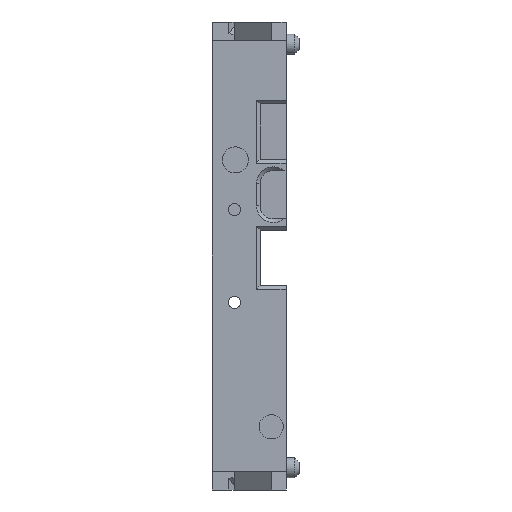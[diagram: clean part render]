
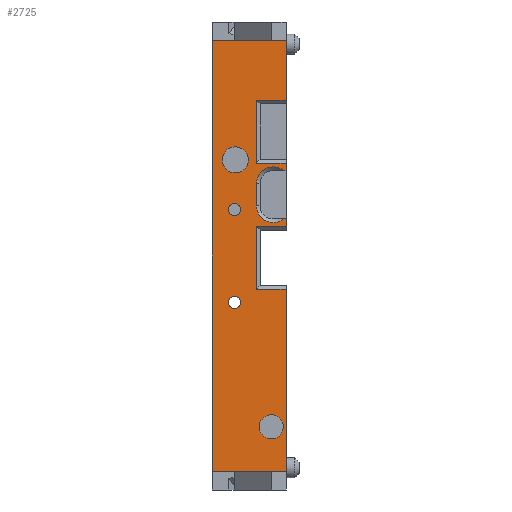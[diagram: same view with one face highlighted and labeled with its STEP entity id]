
A CAD part, left-side view. The second image highlights one B-rep face of the part: STEP entity #2725.
In plain terms, the highlighted planar face has unit normal (-1, 0, 0).
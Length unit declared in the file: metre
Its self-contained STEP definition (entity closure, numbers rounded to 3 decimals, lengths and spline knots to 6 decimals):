
#119=LINE('',#3930,#389);
#134=LINE('',#3967,#404);
#135=LINE('',#3969,#405);
#136=LINE('',#3971,#406);
#137=LINE('',#3973,#407);
#138=LINE('',#3975,#408);
#139=LINE('',#3977,#409);
#140=LINE('',#3979,#410);
#141=LINE('',#3981,#411);
#142=LINE('',#3983,#412);
#143=LINE('',#3985,#413);
#144=LINE('',#3987,#414);
#145=LINE('',#3989,#415);
#146=LINE('',#3991,#416);
#147=LINE('',#3993,#417);
#148=LINE('',#3997,#418);
#389=VECTOR('',#3166,1.);
#404=VECTOR('',#3191,1.);
#405=VECTOR('',#3192,1.);
#406=VECTOR('',#3193,1.);
#407=VECTOR('',#3194,1.);
#408=VECTOR('',#3195,1.);
#409=VECTOR('',#3196,1.);
#410=VECTOR('',#3197,1.);
#411=VECTOR('',#3198,1.);
#412=VECTOR('',#3199,1.);
#413=VECTOR('',#3200,1.);
#414=VECTOR('',#3201,1.);
#415=VECTOR('',#3202,1.);
#416=VECTOR('',#3203,1.);
#417=VECTOR('',#3204,1.);
#418=VECTOR('',#3207,1.);
#688=ORIENTED_EDGE('',*,*,#1465,.F.);
#689=ORIENTED_EDGE('',*,*,#1447,.F.);
#690=ORIENTED_EDGE('',*,*,#1466,.T.);
#691=ORIENTED_EDGE('',*,*,#1467,.T.);
#692=ORIENTED_EDGE('',*,*,#1468,.T.);
#693=ORIENTED_EDGE('',*,*,#1469,.F.);
#694=ORIENTED_EDGE('',*,*,#1470,.T.);
#695=ORIENTED_EDGE('',*,*,#1471,.T.);
#696=ORIENTED_EDGE('',*,*,#1472,.T.);
#697=ORIENTED_EDGE('',*,*,#1473,.F.);
#698=ORIENTED_EDGE('',*,*,#1474,.T.);
#699=ORIENTED_EDGE('',*,*,#1475,.T.);
#700=ORIENTED_EDGE('',*,*,#1476,.T.);
#701=ORIENTED_EDGE('',*,*,#1477,.F.);
#702=ORIENTED_EDGE('',*,*,#1478,.T.);
#703=ORIENTED_EDGE('',*,*,#1479,.T.);
#704=ORIENTED_EDGE('',*,*,#1480,.T.);
#705=ORIENTED_EDGE('',*,*,#1481,.T.);
#706=ORIENTED_EDGE('',*,*,#1482,.F.);
#707=ORIENTED_EDGE('',*,*,#1483,.F.);
#708=ORIENTED_EDGE('',*,*,#1484,.F.);
#709=ORIENTED_EDGE('',*,*,#1485,.F.);
#1447=EDGE_CURVE('',#1835,#1836,#119,.T.);
#1465=EDGE_CURVE('',#1836,#1852,#134,.T.);
#1466=EDGE_CURVE('',#1835,#1853,#135,.T.);
#1467=EDGE_CURVE('',#1853,#1854,#136,.T.);
#1468=EDGE_CURVE('',#1854,#1855,#137,.T.);
#1469=EDGE_CURVE('',#1856,#1855,#138,.T.);
#1470=EDGE_CURVE('',#1856,#1857,#139,.T.);
#1471=EDGE_CURVE('',#1857,#1858,#140,.T.);
#1472=EDGE_CURVE('',#1858,#1859,#141,.T.);
#1473=EDGE_CURVE('',#1860,#1859,#142,.T.);
#1474=EDGE_CURVE('',#1860,#1861,#143,.T.);
#1475=EDGE_CURVE('',#1861,#1862,#144,.T.);
#1476=EDGE_CURVE('',#1862,#1863,#145,.T.);
#1477=EDGE_CURVE('',#1864,#1863,#146,.T.);
#1478=EDGE_CURVE('',#1864,#1865,#147,.T.);
#1479=EDGE_CURVE('',#1865,#1866,#2105,.F.);
#1480=EDGE_CURVE('',#1866,#1867,#148,.T.);
#1481=EDGE_CURVE('',#1867,#1852,#2106,.F.);
#1482=EDGE_CURVE('',#1868,#1868,#2107,.T.);
#1483=EDGE_CURVE('',#1869,#1869,#2108,.T.);
#1484=EDGE_CURVE('',#1870,#1870,#2109,.T.);
#1485=EDGE_CURVE('',#1871,#1871,#2110,.T.);
#1835=VERTEX_POINT('',#3931);
#1836=VERTEX_POINT('',#3932);
#1852=VERTEX_POINT('',#3968);
#1853=VERTEX_POINT('',#3970);
#1854=VERTEX_POINT('',#3972);
#1855=VERTEX_POINT('',#3974);
#1856=VERTEX_POINT('',#3976);
#1857=VERTEX_POINT('',#3978);
#1858=VERTEX_POINT('',#3980);
#1859=VERTEX_POINT('',#3982);
#1860=VERTEX_POINT('',#3984);
#1861=VERTEX_POINT('',#3986);
#1862=VERTEX_POINT('',#3988);
#1863=VERTEX_POINT('',#3990);
#1864=VERTEX_POINT('',#3992);
#1865=VERTEX_POINT('',#3994);
#1866=VERTEX_POINT('',#3996);
#1867=VERTEX_POINT('',#3998);
#1868=VERTEX_POINT('',#4001);
#1869=VERTEX_POINT('',#4003);
#1870=VERTEX_POINT('',#4005);
#1871=VERTEX_POINT('',#4007);
#2105=CIRCLE('',#2910,0.0045);
#2106=CIRCLE('',#2911,0.0045);
#2107=CIRCLE('',#2912,0.0035);
#2108=CIRCLE('',#2913,0.00325);
#2109=CIRCLE('',#2914,0.0016);
#2110=CIRCLE('',#2915,0.0016);
#2187=EDGE_LOOP('',(#688,#689,#690,#691,#692,#693,#694,#695,#696,#697,#698,
#699,#700,#701,#702,#703,#704,#705));
#2188=EDGE_LOOP('',(#706));
#2189=EDGE_LOOP('',(#707));
#2190=EDGE_LOOP('',(#708));
#2191=EDGE_LOOP('',(#709));
#2404=FACE_BOUND('',#2187,.T.);
#2405=FACE_BOUND('',#2188,.T.);
#2406=FACE_BOUND('',#2189,.T.);
#2407=FACE_BOUND('',#2190,.T.);
#2408=FACE_BOUND('',#2191,.T.);
#2618=PLANE('',#2909);
#2725=ADVANCED_FACE('',(#2404,#2405,#2406,#2407,#2408),#2618,.T.);
#2909=AXIS2_PLACEMENT_3D('',#3966,#3189,#3190);
#2910=AXIS2_PLACEMENT_3D('',#3995,#3205,#3206);
#2911=AXIS2_PLACEMENT_3D('',#3999,#3208,#3209);
#2912=AXIS2_PLACEMENT_3D('',#4000,#3210,#3211);
#2913=AXIS2_PLACEMENT_3D('',#4002,#3212,#3213);
#2914=AXIS2_PLACEMENT_3D('',#4004,#3214,#3215);
#2915=AXIS2_PLACEMENT_3D('',#4006,#3216,#3217);
#3166=DIRECTION('',(0.,0.,-1.));
#3189=DIRECTION('',(-1.,0.,0.));
#3190=DIRECTION('',(0.,0.,1.));
#3191=DIRECTION('',(0.,1.,0.));
#3192=DIRECTION('',(0.,1.,0.));
#3193=DIRECTION('',(0.,0.,1.));
#3194=DIRECTION('',(0.,-1.,0.));
#3195=DIRECTION('',(0.,0.,-1.));
#3196=DIRECTION('',(0.,1.,0.));
#3197=DIRECTION('',(0.,0.,-1.));
#3198=DIRECTION('',(0.,-1.,0.));
#3199=DIRECTION('',(0.,0.,-1.));
#3200=DIRECTION('',(0.,1.,0.));
#3201=DIRECTION('',(0.,0.,1.));
#3202=DIRECTION('',(0.,-1.,0.));
#3203=DIRECTION('',(0.,0.,-1.));
#3204=DIRECTION('',(0.,1.,0.));
#3205=DIRECTION('',(-1.,0.,0.));
#3206=DIRECTION('',(0.,0.,1.));
#3207=DIRECTION('',(0.,0.,1.));
#3208=DIRECTION('',(-1.,0.,0.));
#3209=DIRECTION('',(0.,0.,1.));
#3210=DIRECTION('',(-1.,0.,0.));
#3211=DIRECTION('',(0.,0.,1.));
#3212=DIRECTION('',(-1.,0.,0.));
#3213=DIRECTION('',(0.,0.,1.));
#3214=DIRECTION('',(-1.,0.,0.));
#3215=DIRECTION('',(0.,0.,1.));
#3216=DIRECTION('',(-1.,0.,0.));
#3217=DIRECTION('',(0.,0.,1.));
#3930=CARTESIAN_POINT('',(-0.07551,-0.0029,0.0014));
#3931=CARTESIAN_POINT('',(-0.07551,-0.0029,0.0264));
#3932=CARTESIAN_POINT('',(-0.07551,-0.0029,0.0244));
#3966=CARTESIAN_POINT('',(-0.07551,0.017002,0.0014));
#3967=CARTESIAN_POINT('',(-0.07551,0.017002,0.0244));
#3968=CARTESIAN_POINT('',(-0.07551,-0.002228,0.0244));
#3969=CARTESIAN_POINT('',(-0.07551,0.017002,0.0264));
#3970=CARTESIAN_POINT('',(-0.07551,0.0051,0.0264));
#3971=CARTESIAN_POINT('',(-0.07551,0.0051,0.0014));
#3972=CARTESIAN_POINT('',(-0.07551,0.0051,0.0434));
#3973=CARTESIAN_POINT('',(-0.07551,-0.0029,0.0434));
#3974=CARTESIAN_POINT('',(-0.07551,-0.0029,0.0434));
#3975=CARTESIAN_POINT('',(-0.07551,-0.0029,0.0014));
#3976=CARTESIAN_POINT('',(-0.07551,-0.0029,0.0593));
#3977=CARTESIAN_POINT('',(-0.07551,0.017002,0.0593));
#3978=CARTESIAN_POINT('',(-0.07551,0.017,0.0593));
#3979=CARTESIAN_POINT('',(-0.07551,0.017,0.0014));
#3980=CARTESIAN_POINT('',(-0.07551,0.017,-0.0565));
#3981=CARTESIAN_POINT('',(-0.07551,0.017002,-0.0565));
#3982=CARTESIAN_POINT('',(-0.07551,-0.0029,-0.0565));
#3983=CARTESIAN_POINT('',(-0.07551,-0.0029,0.0014));
#3984=CARTESIAN_POINT('',(-0.07551,-0.0029,-0.0076));
#3985=CARTESIAN_POINT('',(-0.07551,0.017002,-0.0076));
#3986=CARTESIAN_POINT('',(-0.07551,0.0051,-0.0076));
#3987=CARTESIAN_POINT('',(-0.07551,0.0051,0.0014));
#3988=CARTESIAN_POINT('',(-0.07551,0.0051,0.0094));
#3989=CARTESIAN_POINT('',(-0.07551,-0.0029,0.0094));
#3990=CARTESIAN_POINT('',(-0.07551,-0.0029,0.0094));
#3991=CARTESIAN_POINT('',(-0.07551,-0.0029,0.0014));
#3992=CARTESIAN_POINT('',(-0.07551,-0.0029,0.0114));
#3993=CARTESIAN_POINT('',(-0.07551,0.017002,0.0114));
#3994=CARTESIAN_POINT('',(-0.07551,-0.002228,0.0114));
#3995=CARTESIAN_POINT('',(-0.07551,0.0006,0.0149));
#3996=CARTESIAN_POINT('',(-0.07551,0.0051,0.0149));
#3997=CARTESIAN_POINT('',(-0.07551,0.0051,0.0014));
#3998=CARTESIAN_POINT('',(-0.07551,0.0051,0.0209));
#3999=CARTESIAN_POINT('',(-0.07551,0.0006,0.0209));
#4000=CARTESIAN_POINT('',(-0.07551,0.010788,0.027298));
#4001=CARTESIAN_POINT('',(-0.07551,0.010788,0.030798));
#4002=CARTESIAN_POINT('',(-0.07551,0.0011,-0.0446));
#4003=CARTESIAN_POINT('',(-0.07551,0.0011,-0.04135));
#4004=CARTESIAN_POINT('',(-0.07551,0.011,0.0139));
#4005=CARTESIAN_POINT('',(-0.07551,0.011,0.0155));
#4006=CARTESIAN_POINT('',(-0.07551,0.011,-0.0111));
#4007=CARTESIAN_POINT('',(-0.07551,0.011,-0.0095));
